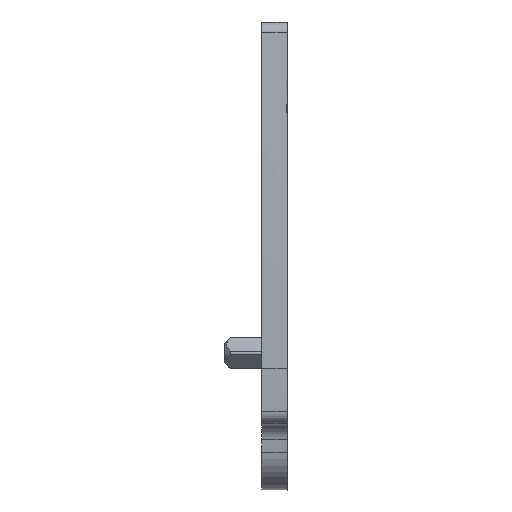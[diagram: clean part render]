
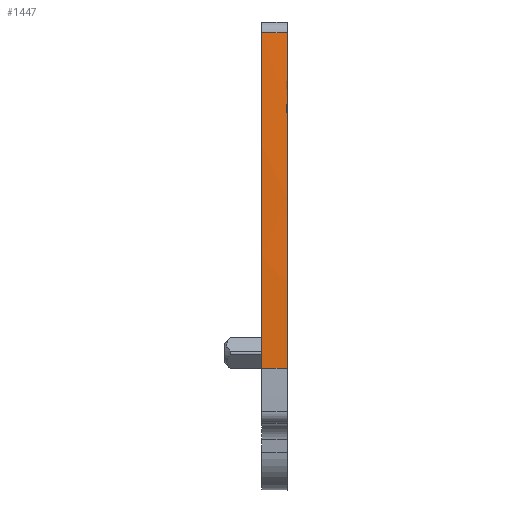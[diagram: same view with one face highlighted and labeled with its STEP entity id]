
A CAD part, front view. The second image highlights one B-rep face of the part: STEP entity #1447.
In plain terms, the highlighted cylindrical face has radius 250 mm (diameter 500 mm), a partial arc.
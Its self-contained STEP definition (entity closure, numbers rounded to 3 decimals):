
#369=AXIS2_PLACEMENT_3D('Circle Axis2P3D',#367,#368,$) ;
#641=AXIS2_PLACEMENT_3D('Circle Axis2P3D',#639,#640,$) ;
#1409=AXIS2_PLACEMENT_3D('Cylinder Axis2P3D',#1406,#1407,#1408) ;
#1413=AXIS2_PLACEMENT_3D('Circle Axis2P3D',#1411,#1412,$) ;
#1427=AXIS2_PLACEMENT_3D('Circle Axis2P3D',#1425,#1426,$) ;
#224=CARTESIAN_POINT('Vertex',(3.,1.485,37.209)) ;
#364=CARTESIAN_POINT('Vertex',(3.,0.,9.9)) ;
#367=CARTESIAN_POINT('Axis2P3D Location',(3.,250.,10.)) ;
#636=CARTESIAN_POINT('Vertex',(5.1,1.485,37.209)) ;
#639=CARTESIAN_POINT('Axis2P3D Location',(5.1,250.,10.)) ;
#643=CARTESIAN_POINT('Vertex',(5.1,0.918,31.4)) ;
#1009=CARTESIAN_POINT('Line Origine',(4.05,1.485,37.209)) ;
#1391=CARTESIAN_POINT('Vertex',(5.1,0.,9.9)) ;
#1394=CARTESIAN_POINT('Line Origine',(4.05,0.,9.9)) ;
#1406=CARTESIAN_POINT('Axis2P3D Location',(4.05,250.,10.)) ;
#1411=CARTESIAN_POINT('Axis2P3D Location',(5.1,250.,10.)) ;
#1415=CARTESIAN_POINT('Vertex',(5.1,0.858,30.7)) ;
#1418=CARTESIAN_POINT('Line Origine',(4.05,0.858,30.7)) ;
#1422=CARTESIAN_POINT('Vertex',(5.,0.858,30.7)) ;
#1425=CARTESIAN_POINT('Axis2P3D Location',(5.,250.,10.)) ;
#1429=CARTESIAN_POINT('Vertex',(5.,0.918,31.4)) ;
#1432=CARTESIAN_POINT('Line Origine',(4.05,0.918,31.4)) ;
#368=DIRECTION('Axis2P3D Direction',(1.,0.,0.)) ;
#640=DIRECTION('Axis2P3D Direction',(1.,0.,0.)) ;
#1010=DIRECTION('Vector Direction',(1.,0.,0.)) ;
#1395=DIRECTION('Vector Direction',(1.,0.,0.)) ;
#1407=DIRECTION('Axis2P3D Direction',(1.,0.,0.)) ;
#1408=DIRECTION('Axis2P3D XDirection',(0.,-0.994,0.109)) ;
#1412=DIRECTION('Axis2P3D Direction',(1.,0.,0.)) ;
#1419=DIRECTION('Vector Direction',(1.,0.,0.)) ;
#1426=DIRECTION('Axis2P3D Direction',(1.,0.,0.)) ;
#1433=DIRECTION('Vector Direction',(1.,0.,0.)) ;
#1011=VECTOR('Line Direction',#1010,1.) ;
#1396=VECTOR('Line Direction',#1395,1.) ;
#1420=VECTOR('Line Direction',#1419,1.) ;
#1434=VECTOR('Line Direction',#1433,1.) ;
#1438=ORIENTED_EDGE('',*,*,#1398,.T.) ;
#1439=ORIENTED_EDGE('',*,*,#1417,.T.) ;
#1440=ORIENTED_EDGE('',*,*,#1424,.F.) ;
#1441=ORIENTED_EDGE('',*,*,#1431,.F.) ;
#1442=ORIENTED_EDGE('',*,*,#1436,.F.) ;
#1443=ORIENTED_EDGE('',*,*,#645,.T.) ;
#1444=ORIENTED_EDGE('',*,*,#1013,.F.) ;
#1445=ORIENTED_EDGE('',*,*,#371,.F.) ;
#1447=ADVANCED_FACE('AEP',(#1446),#1410,.T.) ;
#370=CIRCLE('generated circle',#369,250.) ;
#642=CIRCLE('generated circle',#641,250.) ;
#1414=CIRCLE('generated circle',#1413,250.) ;
#1428=CIRCLE('generated circle',#1427,250.) ;
#1410=CYLINDRICAL_SURFACE('generated cylinder',#1409,250.) ;
#371=EDGE_CURVE('',#365,#225,#370,.F.) ;
#645=EDGE_CURVE('',#644,#637,#642,.F.) ;
#1013=EDGE_CURVE('',#225,#637,#1012,.T.) ;
#1398=EDGE_CURVE('',#365,#1392,#1397,.T.) ;
#1417=EDGE_CURVE('',#1392,#1416,#1414,.F.) ;
#1424=EDGE_CURVE('',#1423,#1416,#1421,.T.) ;
#1431=EDGE_CURVE('',#1430,#1423,#1428,.T.) ;
#1436=EDGE_CURVE('',#644,#1430,#1435,.F.) ;
#1437=EDGE_LOOP('',(#1438,#1439,#1440,#1441,#1442,#1443,#1444,#1445)) ;
#1446=FACE_OUTER_BOUND('',#1437,.T.) ;
#1012=LINE('Line',#1009,#1011) ;
#1397=LINE('Line',#1394,#1396) ;
#1421=LINE('Line',#1418,#1420) ;
#1435=LINE('Line',#1432,#1434) ;
#225=VERTEX_POINT('',#224) ;
#365=VERTEX_POINT('',#364) ;
#637=VERTEX_POINT('',#636) ;
#644=VERTEX_POINT('',#643) ;
#1392=VERTEX_POINT('',#1391) ;
#1416=VERTEX_POINT('',#1415) ;
#1423=VERTEX_POINT('',#1422) ;
#1430=VERTEX_POINT('',#1429) ;
